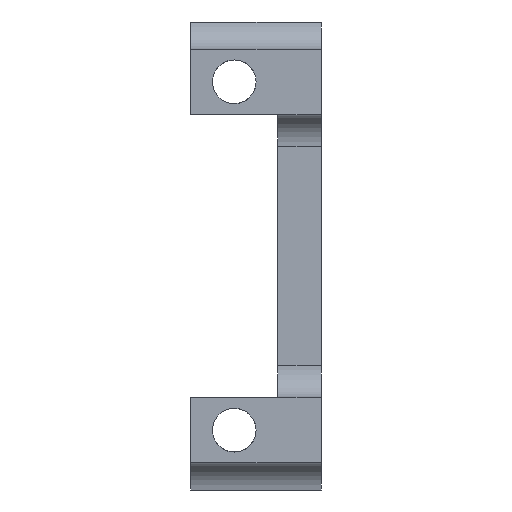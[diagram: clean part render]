
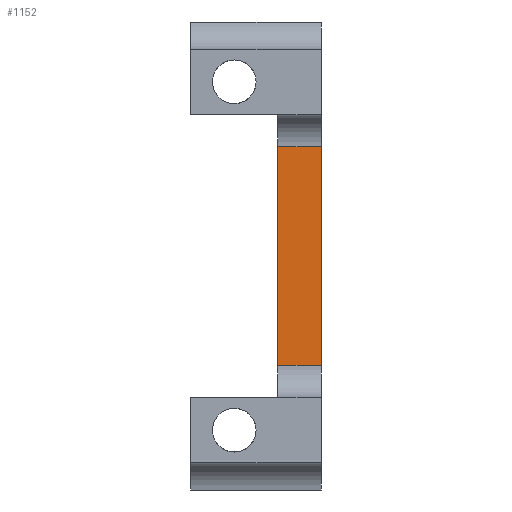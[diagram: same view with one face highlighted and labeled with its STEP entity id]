
A CAD part, left-side view. The second image highlights one B-rep face of the part: STEP entity #1152.
In plain terms, the highlighted planar face has unit normal (-1, 0, 0).
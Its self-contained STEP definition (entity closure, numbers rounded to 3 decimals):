
#150 = VERTEX_POINT('',#151);
#151 = CARTESIAN_POINT('',(-19.,0.,-10.042));
#158 = EDGE_CURVE('',#150,#159,#161,.T.);
#159 = VERTEX_POINT('',#160);
#160 = CARTESIAN_POINT('',(-19.,0.,10.042));
#161 = LINE('',#162,#163);
#162 = CARTESIAN_POINT('',(-19.,0.,0.));
#163 = VECTOR('',#164,1.);
#164 = DIRECTION('',(0.,0.,1.));
#1109 = VERTEX_POINT('',#1110);
#1110 = CARTESIAN_POINT('',(-19.,4.,-10.042));
#1117 = EDGE_CURVE('',#1109,#150,#1118,.T.);
#1118 = LINE('',#1119,#1120);
#1119 = CARTESIAN_POINT('',(-19.,4.,-10.042));
#1120 = VECTOR('',#1121,1.);
#1121 = DIRECTION('',(-0.,-1.,-0.));
#1152 = ADVANCED_FACE('',(#1153),#1171,.F.);
#1153 = FACE_BOUND('',#1154,.T.);
#1154 = EDGE_LOOP('',(#1155,#1156,#1164,#1170));
#1155 = ORIENTED_EDGE('',*,*,#158,.T.);
#1156 = ORIENTED_EDGE('',*,*,#1157,.F.);
#1157 = EDGE_CURVE('',#1158,#159,#1160,.T.);
#1158 = VERTEX_POINT('',#1159);
#1159 = CARTESIAN_POINT('',(-19.,4.,10.042));
#1160 = LINE('',#1161,#1162);
#1161 = CARTESIAN_POINT('',(-19.,4.,10.042));
#1162 = VECTOR('',#1163,1.);
#1163 = DIRECTION('',(-0.,-1.,-0.));
#1164 = ORIENTED_EDGE('',*,*,#1165,.F.);
#1165 = EDGE_CURVE('',#1109,#1158,#1166,.T.);
#1166 = LINE('',#1167,#1168);
#1167 = CARTESIAN_POINT('',(-19.,4.,0.));
#1168 = VECTOR('',#1169,1.);
#1169 = DIRECTION('',(0.,0.,1.));
#1170 = ORIENTED_EDGE('',*,*,#1117,.T.);
#1171 = PLANE('',#1172);
#1172 = AXIS2_PLACEMENT_3D('',#1173,#1174,#1175);
#1173 = CARTESIAN_POINT('',(-19.,4.,0.));
#1174 = DIRECTION('',(1.,0.,0.));
#1175 = DIRECTION('',(0.,0.,-1.));
